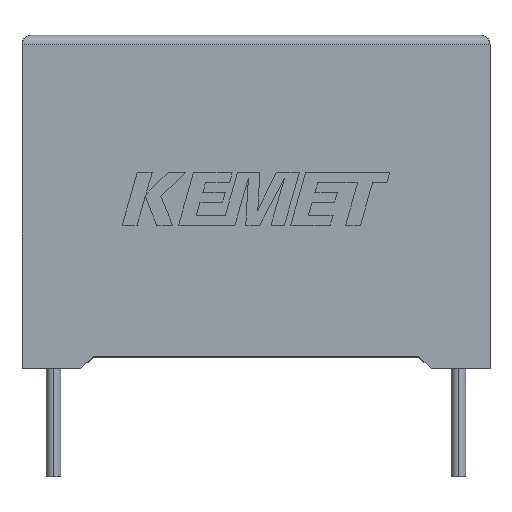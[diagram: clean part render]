
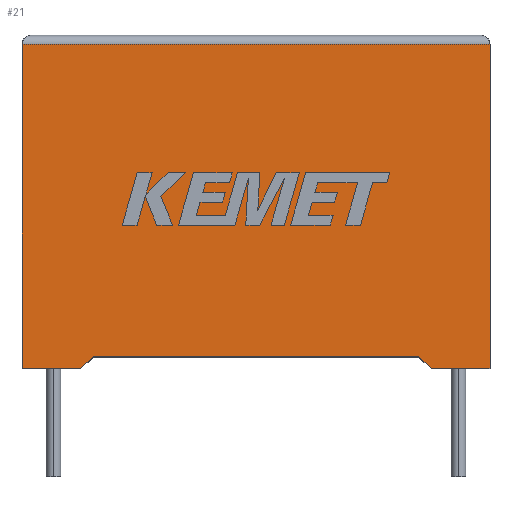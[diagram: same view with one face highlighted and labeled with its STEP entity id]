
A CAD part, top view. The second image highlights one B-rep face of the part: STEP entity #21.
In plain terms, the highlighted planar face has unit normal (0, 0, 1).
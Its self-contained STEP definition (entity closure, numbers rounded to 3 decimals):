
#21 = ADVANCED_FACE ( 'NONE', ( #2465 ), #1935, .F. ) ;
#42 = CARTESIAN_POINT ( 'NONE',  ( 22.75, 0., 9. ) ) ;
#51 = EDGE_CURVE ( 'NONE', #722, #2736, #563, .T. ) ;
#88 = CARTESIAN_POINT ( 'NONE',  ( 0., 0., 9. ) ) ;
#98 = LINE ( 'NONE', #2197, #2323 ) ;
#113 = VERTEX_POINT ( 'NONE', #1026 ) ;
#120 = CARTESIAN_POINT ( 'NONE',  ( 13., 0.638, 9. ) ) ;
#144 = VECTOR ( 'NONE', #2921, 1000. ) ;
#185 = DIRECTION ( 'NONE',  ( 0., -1., 0. ) ) ;
#304 = ORIENTED_EDGE ( 'NONE', *, *, #323, .T. ) ;
#311 = EDGE_CURVE ( 'NONE', #113, #547, #2418, .T. ) ;
#318 = ORIENTED_EDGE ( 'NONE', *, *, #2609, .T. ) ;
#323 = EDGE_CURVE ( 'NONE', #2298, #113, #98, .T. ) ;
#400 = CARTESIAN_POINT ( 'NONE',  ( 0., 0., 9. ) ) ;
#459 = CARTESIAN_POINT ( 'NONE',  ( 0., 18., 9. ) ) ;
#522 = CARTESIAN_POINT ( 'NONE',  ( 22.75, 0., 9. ) ) ;
#528 = EDGE_LOOP ( 'NONE', ( #304, #1486, #2565, #2481, #2575, #2851, #318, #2601 ) ) ;
#547 = VERTEX_POINT ( 'NONE', #459 ) ;
#563 = LINE ( 'NONE', #747, #1044 ) ;
#634 = VERTEX_POINT ( 'NONE', #42 ) ;
#722 = VERTEX_POINT ( 'NONE', #400 ) ;
#747 = CARTESIAN_POINT ( 'NONE',  ( 0., 0., 9. ) ) ;
#784 = DIRECTION ( 'NONE',  ( -1., 0., 0. ) ) ;
#874 = DIRECTION ( 'NONE',  ( -1., 0., 0. ) ) ;
#960 = DIRECTION ( 'NONE',  ( 0.749, -0.662, 0. ) ) ;
#961 = VECTOR ( 'NONE', #874, 1000. ) ;
#1022 = DIRECTION ( 'NONE',  ( 0., 1., 0. ) ) ;
#1026 = CARTESIAN_POINT ( 'NONE',  ( 26., 18., 9. ) ) ;
#1044 = VECTOR ( 'NONE', #1234, 1000. ) ;
#1104 = VECTOR ( 'NONE', #1470, 1000. ) ;
#1165 = EDGE_CURVE ( 'NONE', #2737, #2210, #1974, .T. ) ;
#1172 = CARTESIAN_POINT ( 'NONE',  ( 3.25, 0., 9. ) ) ;
#1226 = LINE ( 'NONE', #1172, #1104 ) ;
#1234 = DIRECTION ( 'NONE',  ( 1., 0., 0. ) ) ;
#1363 = EDGE_CURVE ( 'NONE', #634, #2298, #2660, .T. ) ;
#1470 = DIRECTION ( 'NONE',  ( -0.749, -0.662, 0. ) ) ;
#1472 = DIRECTION ( 'NONE',  ( -1., 0., 0. ) ) ;
#1486 = ORIENTED_EDGE ( 'NONE', *, *, #311, .T. ) ;
#1677 = CARTESIAN_POINT ( 'NONE',  ( 3.25, 0., 9. ) ) ;
#1696 = VECTOR ( 'NONE', #185, 1000. ) ;
#1742 = CARTESIAN_POINT ( 'NONE',  ( 0., 18., 9. ) ) ;
#1850 = CARTESIAN_POINT ( 'NONE',  ( 3.972, 0.638, 9. ) ) ;
#1928 = CARTESIAN_POINT ( 'NONE',  ( 22.028, 0.638, 9. ) ) ;
#1935 = PLANE ( 'NONE',  #2436 ) ;
#1936 = VECTOR ( 'NONE', #1472, 1000. ) ;
#1974 = LINE ( 'NONE', #120, #961 ) ;
#2159 = CARTESIAN_POINT ( 'NONE',  ( 26., 0., 9. ) ) ;
#2197 = CARTESIAN_POINT ( 'NONE',  ( 26., 0., 9. ) ) ;
#2210 = VERTEX_POINT ( 'NONE', #1850 ) ;
#2271 = EDGE_CURVE ( 'NONE', #547, #722, #3052, .T. ) ;
#2276 = CARTESIAN_POINT ( 'NONE',  ( 0., 0., 9. ) ) ;
#2298 = VERTEX_POINT ( 'NONE', #2159 ) ;
#2323 = VECTOR ( 'NONE', #1022, 1000. ) ;
#2418 = LINE ( 'NONE', #1742, #1936 ) ;
#2436 = AXIS2_PLACEMENT_3D ( 'NONE', #2674, #2905, #784 ) ;
#2465 = FACE_OUTER_BOUND ( 'NONE', #528, .T. ) ;
#2481 = ORIENTED_EDGE ( 'NONE', *, *, #51, .T. ) ;
#2545 = VECTOR ( 'NONE', #960, 1000. ) ;
#2565 = ORIENTED_EDGE ( 'NONE', *, *, #2271, .T. ) ;
#2575 = ORIENTED_EDGE ( 'NONE', *, *, #2622, .F. ) ;
#2582 = LINE ( 'NONE', #522, #2545 ) ;
#2601 = ORIENTED_EDGE ( 'NONE', *, *, #1363, .T. ) ;
#2609 = EDGE_CURVE ( 'NONE', #2737, #634, #2582, .T. ) ;
#2622 = EDGE_CURVE ( 'NONE', #2210, #2736, #1226, .T. ) ;
#2660 = LINE ( 'NONE', #88, #144 ) ;
#2674 = CARTESIAN_POINT ( 'NONE',  ( 0., 0., 9. ) ) ;
#2736 = VERTEX_POINT ( 'NONE', #1677 ) ;
#2737 = VERTEX_POINT ( 'NONE', #1928 ) ;
#2851 = ORIENTED_EDGE ( 'NONE', *, *, #1165, .F. ) ;
#2905 = DIRECTION ( 'NONE',  ( 0., 0., -1. ) ) ;
#2921 = DIRECTION ( 'NONE',  ( 1., 0., 0. ) ) ;
#3052 = LINE ( 'NONE', #2276, #1696 ) ;
